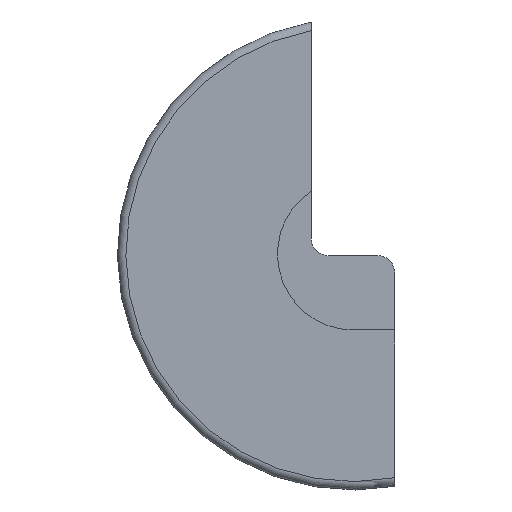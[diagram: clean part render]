
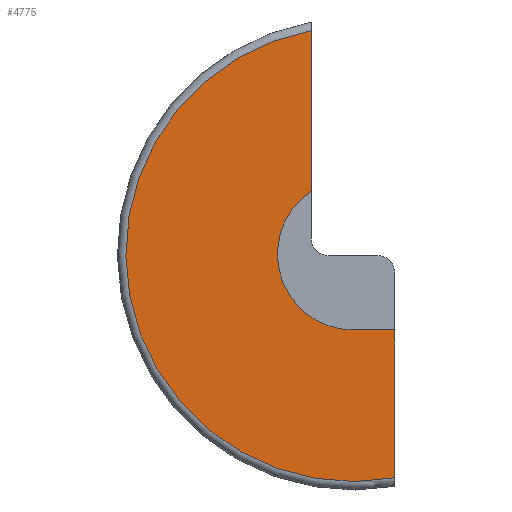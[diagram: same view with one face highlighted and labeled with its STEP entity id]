
A CAD part, top view. The second image highlights one B-rep face of the part: STEP entity #4775.
In plain terms, the highlighted planar face has unit normal (0, 0, 1).
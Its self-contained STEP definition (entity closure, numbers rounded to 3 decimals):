
#170=CARTESIAN_POINT('',(-5.,26.533,33.75));
#171=VERTEX_POINT('',#170);
#196=CARTESIAN_POINT('',(-5.0,7.483,33.75));
#197=VERTEX_POINT('',#196);
#198=CARTESIAN_POINT('',(-5.,7.483,33.75));
#199=DIRECTION('',(0.0,1.0,0.0));
#200=VECTOR('',#199,19.05);
#201=LINE('',#198,#200);
#202=EDGE_CURVE('',#197,#171,#201,.T.);
#2741=CARTESIAN_POINT('',(4.9,-9.0,33.75));
#2742=VERTEX_POINT('',#2741);
#2749=CARTESIAN_POINT('',(4.9,-26.552,33.75));
#2750=VERTEX_POINT('',#2749);
#2751=CARTESIAN_POINT('',(4.9,-26.552,33.75));
#2752=DIRECTION('',(0.0,1.0,0.0));
#2753=VECTOR('',#2752,17.552);
#2754=LINE('',#2751,#2753);
#2755=EDGE_CURVE('',#2750,#2742,#2754,.T.);
#3323=CARTESIAN_POINT('',(0.0,0.0,33.75));
#3324=DIRECTION('',(0.0,0.0,-1.0));
#3325=DIRECTION('',(-0.984,-0.177,0.0));
#3326=AXIS2_PLACEMENT_3D('',#3323,#3324,#3325);
#3327=CIRCLE('',#3326,27.);
#3328=EDGE_CURVE('',#2750,#171,#3327,.T.);
#4731=CARTESIAN_POINT('',(0.,-9.0,33.75));
#4732=VERTEX_POINT('',#4731);
#4733=CARTESIAN_POINT('',(4.9,-9.0,33.75));
#4734=DIRECTION('',(-1.0,0.0,0.0));
#4735=VECTOR('',#4734,4.9);
#4736=LINE('',#4733,#4735);
#4737=EDGE_CURVE('',#2742,#4732,#4736,.T.);
#4757=CARTESIAN_POINT('',(0.0,0.0,33.75));
#4758=DIRECTION('',(0.0,0.0,-1.0));
#4759=DIRECTION('',(-1.0,0.0,0.0));
#4760=AXIS2_PLACEMENT_3D('',#4757,#4758,#4759);
#4761=PLANE('',#4760);
#4762=ORIENTED_EDGE('',*,*,#3328,.F.);
#4763=ORIENTED_EDGE('',*,*,#2755,.T.);
#4764=ORIENTED_EDGE('',*,*,#4737,.T.);
#4765=CARTESIAN_POINT('',(0.0,0.0,33.75));
#4766=DIRECTION('',(0.0,0.0,-1.0));
#4767=DIRECTION('',(1.0,0.0,0.0));
#4768=AXIS2_PLACEMENT_3D('',#4765,#4766,#4767);
#4769=CIRCLE('',#4768,9.0);
#4770=EDGE_CURVE('',#4732,#197,#4769,.T.);
#4771=ORIENTED_EDGE('',*,*,#4770,.T.);
#4772=ORIENTED_EDGE('',*,*,#202,.T.);
#4773=EDGE_LOOP('',(#4762,#4763,#4764,#4771,#4772));
#4774=FACE_OUTER_BOUND('',#4773,.T.);
#4775=ADVANCED_FACE('',(#4774),#4761,.F.);
